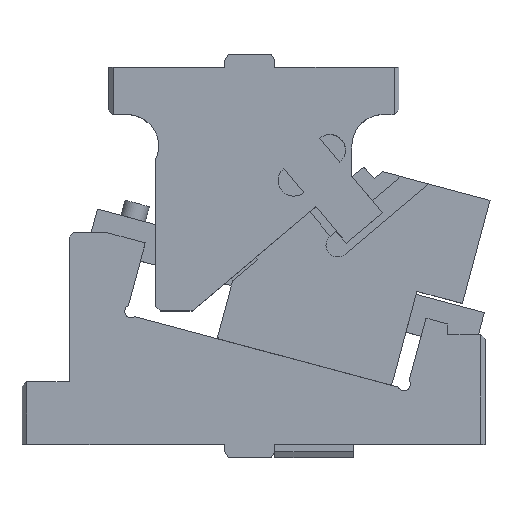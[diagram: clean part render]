
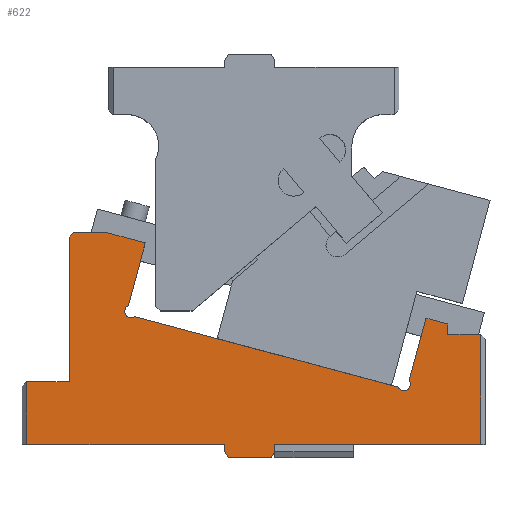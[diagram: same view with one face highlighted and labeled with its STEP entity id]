
A CAD part, top view. The second image highlights one B-rep face of the part: STEP entity #622.
In plain terms, the highlighted planar face has unit normal (0, 0, 1).
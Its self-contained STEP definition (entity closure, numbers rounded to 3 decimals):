
#84=CARTESIAN_POINT('Vertex',(292.,0.,25.)) ;
#87=CARTESIAN_POINT('Line Origine',(226.5,0.,25.)) ;
#91=CARTESIAN_POINT('Vertex',(161.,0.,25.)) ;
#424=CARTESIAN_POINT('Vertex',(292.,70.,25.)) ;
#427=CARTESIAN_POINT('Line Origine',(292.,35.,25.)) ;
#439=CARTESIAN_POINT('Axis2P3D Location',(69.366,84.649,25.)) ;
#444=CARTESIAN_POINT('Line Origine',(145.,-8.5,25.)) ;
#448=CARTESIAN_POINT('Vertex',(158.691,-8.5,25.)) ;
#450=CARTESIAN_POINT('Vertex',(131.309,-8.5,25.)) ;
#453=CARTESIAN_POINT('Line Origine',(159.845,-6.5,25.)) ;
#457=CARTESIAN_POINT('Vertex',(161.,-4.5,25.)) ;
#460=CARTESIAN_POINT('Line Origine',(161.,-2.25,25.)) ;
#465=CARTESIAN_POINT('Line Origine',(281.5,70.,25.)) ;
#469=CARTESIAN_POINT('Vertex',(271.,70.,25.)) ;
#472=CARTESIAN_POINT('Line Origine',(271.,73.346,25.)) ;
#476=CARTESIAN_POINT('Vertex',(271.,76.691,25.)) ;
#479=CARTESIAN_POINT('Line Origine',(264.082,78.545,25.)) ;
#483=CARTESIAN_POINT('Vertex',(257.164,80.399,25.)) ;
#486=CARTESIAN_POINT('Line Origine',(251.81,60.415,25.)) ;
#490=CARTESIAN_POINT('Vertex',(246.455,40.431,25.)) ;
#493=CARTESIAN_POINT('Axis2P3D Location',(243.232,38.062,25.)) ;
#497=CARTESIAN_POINT('Vertex',(247.232,38.062,25.)) ;
#500=CARTESIAN_POINT('Axis2P3D Location',(243.232,38.062,25.)) ;
#504=CARTESIAN_POINT('Vertex',(239.569,36.455,25.)) ;
#507=CARTESIAN_POINT('Line Origine',(155.652,58.941,25.)) ;
#511=CARTESIAN_POINT('Vertex',(71.735,81.426,25.)) ;
#514=CARTESIAN_POINT('Axis2P3D Location',(69.366,84.649,25.)) ;
#518=CARTESIAN_POINT('Vertex',(65.366,84.649,25.)) ;
#521=CARTESIAN_POINT('Axis2P3D Location',(69.366,84.649,25.)) ;
#525=CARTESIAN_POINT('Vertex',(67.759,88.312,25.)) ;
#528=CARTESIAN_POINT('Line Origine',(73.114,108.296,25.)) ;
#532=CARTESIAN_POINT('Vertex',(78.468,128.28,25.)) ;
#535=CARTESIAN_POINT('Line Origine',(65.929,131.64,25.)) ;
#539=CARTESIAN_POINT('Vertex',(53.389,135.,25.)) ;
#542=CARTESIAN_POINT('Line Origine',(43.194,135.,25.)) ;
#546=CARTESIAN_POINT('Vertex',(33.,135.,25.)) ;
#549=CARTESIAN_POINT('Line Origine',(31.5,133.5,25.)) ;
#553=CARTESIAN_POINT('Vertex',(30.,132.,25.)) ;
#556=CARTESIAN_POINT('Line Origine',(30.,86.,25.)) ;
#560=CARTESIAN_POINT('Vertex',(30.,40.,25.)) ;
#563=CARTESIAN_POINT('Line Origine',(16.5,40.,25.)) ;
#567=CARTESIAN_POINT('Vertex',(3.,40.,25.)) ;
#570=CARTESIAN_POINT('Line Origine',(3.,20.,25.)) ;
#574=CARTESIAN_POINT('Vertex',(3.,0.,25.)) ;
#577=CARTESIAN_POINT('Line Origine',(66.,0.,25.)) ;
#581=CARTESIAN_POINT('Vertex',(129.,0.,25.)) ;
#584=CARTESIAN_POINT('Line Origine',(129.,-2.25,25.)) ;
#588=CARTESIAN_POINT('Vertex',(129.,-4.5,25.)) ;
#591=CARTESIAN_POINT('Line Origine',(130.155,-6.5,25.)) ;
#88=DIRECTION('Vector Direction',(1.,0.,0.)) ;
#428=DIRECTION('Vector Direction',(0.,1.,0.)) ;
#440=DIRECTION('Axis2P3D Direction',(0.,0.,1.)) ;
#441=DIRECTION('Axis2P3D XDirection',(1.,0.,-0.)) ;
#445=DIRECTION('Vector Direction',(1.,0.,0.)) ;
#454=DIRECTION('Vector Direction',(0.5,0.866,0.)) ;
#461=DIRECTION('Vector Direction',(0.,-1.,0.)) ;
#466=DIRECTION('Vector Direction',(1.,0.,0.)) ;
#473=DIRECTION('Vector Direction',(0.,-1.,0.)) ;
#480=DIRECTION('Vector Direction',(0.966,-0.259,0.)) ;
#487=DIRECTION('Vector Direction',(0.259,0.966,0.)) ;
#494=DIRECTION('Axis2P3D Direction',(0.,0.,1.)) ;
#501=DIRECTION('Axis2P3D Direction',(0.,0.,1.)) ;
#508=DIRECTION('Vector Direction',(0.966,-0.259,0.)) ;
#515=DIRECTION('Axis2P3D Direction',(0.,0.,1.)) ;
#522=DIRECTION('Axis2P3D Direction',(0.,0.,1.)) ;
#529=DIRECTION('Vector Direction',(-0.259,-0.966,0.)) ;
#536=DIRECTION('Vector Direction',(0.966,-0.259,0.)) ;
#543=DIRECTION('Vector Direction',(1.,0.,0.)) ;
#550=DIRECTION('Vector Direction',(-0.707,-0.707,0.)) ;
#557=DIRECTION('Vector Direction',(0.,1.,0.)) ;
#564=DIRECTION('Vector Direction',(1.,0.,0.)) ;
#571=DIRECTION('Vector Direction',(0.,-1.,0.)) ;
#578=DIRECTION('Vector Direction',(1.,0.,0.)) ;
#585=DIRECTION('Vector Direction',(0.,-1.,0.)) ;
#592=DIRECTION('Vector Direction',(-0.5,0.866,0.)) ;
#442=AXIS2_PLACEMENT_3D('Plane Axis2P3D',#439,#440,#441) ;
#495=AXIS2_PLACEMENT_3D('Circle Axis2P3D',#493,#494,$) ;
#502=AXIS2_PLACEMENT_3D('Circle Axis2P3D',#500,#501,$) ;
#516=AXIS2_PLACEMENT_3D('Circle Axis2P3D',#514,#515,$) ;
#523=AXIS2_PLACEMENT_3D('Circle Axis2P3D',#521,#522,$) ;
#597=ORIENTED_EDGE('',*,*,#452,.F.) ;
#598=ORIENTED_EDGE('',*,*,#459,.F.) ;
#599=ORIENTED_EDGE('',*,*,#464,.F.) ;
#600=ORIENTED_EDGE('',*,*,#93,.T.) ;
#601=ORIENTED_EDGE('',*,*,#431,.T.) ;
#602=ORIENTED_EDGE('',*,*,#471,.F.) ;
#603=ORIENTED_EDGE('',*,*,#478,.F.) ;
#604=ORIENTED_EDGE('',*,*,#485,.F.) ;
#605=ORIENTED_EDGE('',*,*,#492,.F.) ;
#606=ORIENTED_EDGE('',*,*,#499,.F.) ;
#607=ORIENTED_EDGE('',*,*,#506,.F.) ;
#608=ORIENTED_EDGE('',*,*,#513,.F.) ;
#609=ORIENTED_EDGE('',*,*,#520,.F.) ;
#610=ORIENTED_EDGE('',*,*,#527,.F.) ;
#611=ORIENTED_EDGE('',*,*,#534,.F.) ;
#612=ORIENTED_EDGE('',*,*,#541,.F.) ;
#613=ORIENTED_EDGE('',*,*,#548,.F.) ;
#614=ORIENTED_EDGE('',*,*,#555,.T.) ;
#615=ORIENTED_EDGE('',*,*,#562,.F.) ;
#616=ORIENTED_EDGE('',*,*,#569,.F.) ;
#617=ORIENTED_EDGE('',*,*,#576,.T.) ;
#618=ORIENTED_EDGE('',*,*,#583,.T.) ;
#619=ORIENTED_EDGE('',*,*,#590,.T.) ;
#620=ORIENTED_EDGE('',*,*,#595,.F.) ;
#89=VECTOR('Line Direction',#88,1.) ;
#429=VECTOR('Line Direction',#428,1.) ;
#446=VECTOR('Line Direction',#445,1.) ;
#455=VECTOR('Line Direction',#454,1.) ;
#462=VECTOR('Line Direction',#461,1.) ;
#467=VECTOR('Line Direction',#466,1.) ;
#474=VECTOR('Line Direction',#473,1.) ;
#481=VECTOR('Line Direction',#480,1.) ;
#488=VECTOR('Line Direction',#487,1.) ;
#509=VECTOR('Line Direction',#508,1.) ;
#530=VECTOR('Line Direction',#529,1.) ;
#537=VECTOR('Line Direction',#536,1.) ;
#544=VECTOR('Line Direction',#543,1.) ;
#551=VECTOR('Line Direction',#550,1.) ;
#558=VECTOR('Line Direction',#557,1.) ;
#565=VECTOR('Line Direction',#564,1.) ;
#572=VECTOR('Line Direction',#571,1.) ;
#579=VECTOR('Line Direction',#578,1.) ;
#586=VECTOR('Line Direction',#585,1.) ;
#593=VECTOR('Line Direction',#592,1.) ;
#622=ADVANCED_FACE('CAM HOLDER',(#621),#443,.T.) ;
#496=CIRCLE('generated circle',#495,4.) ;
#503=CIRCLE('generated circle',#502,4.) ;
#517=CIRCLE('generated circle',#516,4.) ;
#524=CIRCLE('generated circle',#523,4.) ;
#93=EDGE_CURVE('',#92,#85,#90,.T.) ;
#431=EDGE_CURVE('',#85,#425,#430,.T.) ;
#452=EDGE_CURVE('',#449,#451,#447,.F.) ;
#459=EDGE_CURVE('',#458,#449,#456,.F.) ;
#464=EDGE_CURVE('',#92,#458,#463,.T.) ;
#471=EDGE_CURVE('',#470,#425,#468,.T.) ;
#478=EDGE_CURVE('',#477,#470,#475,.T.) ;
#485=EDGE_CURVE('',#484,#477,#482,.T.) ;
#492=EDGE_CURVE('',#491,#484,#489,.T.) ;
#499=EDGE_CURVE('',#498,#491,#496,.T.) ;
#506=EDGE_CURVE('',#505,#498,#503,.T.) ;
#513=EDGE_CURVE('',#512,#505,#510,.T.) ;
#520=EDGE_CURVE('',#519,#512,#517,.T.) ;
#527=EDGE_CURVE('',#526,#519,#524,.T.) ;
#534=EDGE_CURVE('',#533,#526,#531,.T.) ;
#541=EDGE_CURVE('',#540,#533,#538,.T.) ;
#548=EDGE_CURVE('',#547,#540,#545,.T.) ;
#555=EDGE_CURVE('',#547,#554,#552,.T.) ;
#562=EDGE_CURVE('',#561,#554,#559,.T.) ;
#569=EDGE_CURVE('',#568,#561,#566,.T.) ;
#576=EDGE_CURVE('',#568,#575,#573,.T.) ;
#583=EDGE_CURVE('',#575,#582,#580,.T.) ;
#590=EDGE_CURVE('',#582,#589,#587,.T.) ;
#595=EDGE_CURVE('',#451,#589,#594,.T.) ;
#596=EDGE_LOOP('',(#597,#598,#599,#600,#601,#602,#603,#604,#605,#606,#607,#608,#609,#610,#611,#612,#613,#614,#615,#616,#617,#618,#619,#620)) ;
#621=FACE_OUTER_BOUND('',#596,.T.) ;
#90=LINE('Line',#87,#89) ;
#430=LINE('Line',#427,#429) ;
#447=LINE('Line',#444,#446) ;
#456=LINE('Line',#453,#455) ;
#463=LINE('Line',#460,#462) ;
#468=LINE('Line',#465,#467) ;
#475=LINE('Line',#472,#474) ;
#482=LINE('Line',#479,#481) ;
#489=LINE('Line',#486,#488) ;
#510=LINE('Line',#507,#509) ;
#531=LINE('Line',#528,#530) ;
#538=LINE('Line',#535,#537) ;
#545=LINE('Line',#542,#544) ;
#552=LINE('Line',#549,#551) ;
#559=LINE('Line',#556,#558) ;
#566=LINE('Line',#563,#565) ;
#573=LINE('Line',#570,#572) ;
#580=LINE('Line',#577,#579) ;
#587=LINE('Line',#584,#586) ;
#594=LINE('Line',#591,#593) ;
#443=PLANE('Plane',#442) ;
#85=VERTEX_POINT('',#84) ;
#92=VERTEX_POINT('',#91) ;
#425=VERTEX_POINT('',#424) ;
#449=VERTEX_POINT('',#448) ;
#451=VERTEX_POINT('',#450) ;
#458=VERTEX_POINT('',#457) ;
#470=VERTEX_POINT('',#469) ;
#477=VERTEX_POINT('',#476) ;
#484=VERTEX_POINT('',#483) ;
#491=VERTEX_POINT('',#490) ;
#498=VERTEX_POINT('',#497) ;
#505=VERTEX_POINT('',#504) ;
#512=VERTEX_POINT('',#511) ;
#519=VERTEX_POINT('',#518) ;
#526=VERTEX_POINT('',#525) ;
#533=VERTEX_POINT('',#532) ;
#540=VERTEX_POINT('',#539) ;
#547=VERTEX_POINT('',#546) ;
#554=VERTEX_POINT('',#553) ;
#561=VERTEX_POINT('',#560) ;
#568=VERTEX_POINT('',#567) ;
#575=VERTEX_POINT('',#574) ;
#582=VERTEX_POINT('',#581) ;
#589=VERTEX_POINT('',#588) ;
